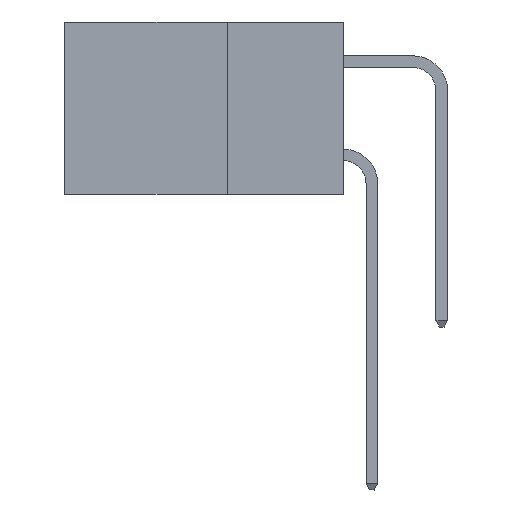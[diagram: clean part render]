
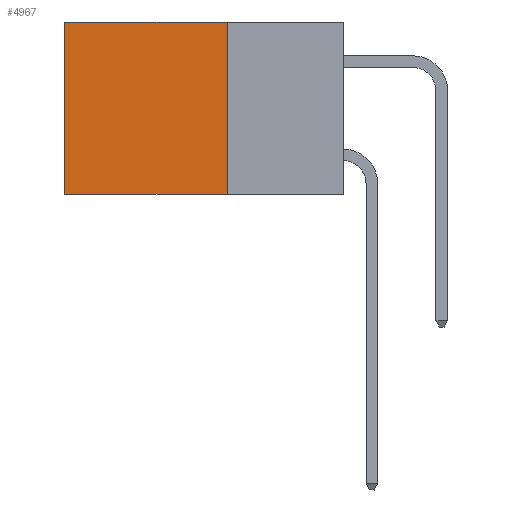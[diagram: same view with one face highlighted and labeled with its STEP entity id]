
A CAD part, left-side view. The second image highlights one B-rep face of the part: STEP entity #4967.
In plain terms, the highlighted planar face has unit normal (-1, 0, 0).
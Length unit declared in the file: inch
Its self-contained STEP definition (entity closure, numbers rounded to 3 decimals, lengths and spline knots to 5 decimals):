
#430 = CARTESIAN_POINT ( 'NONE',  ( 0.298, 0.6, -0.37 ) ) ;
#765 = CARTESIAN_POINT ( 'NONE',  ( 0.298, 0.6, 0. ) ) ;
#1081 = VERTEX_POINT ( 'NONE', #17856 ) ;
#1449 = EDGE_LOOP ( 'NONE', ( #16361, #19746, #18727, #12813 ) ) ;
#1781 = DIRECTION ( 'NONE',  ( 1., 0., 0. ) ) ;
#2678 = AXIS2_PLACEMENT_3D ( 'NONE', #6528, #1781, #11746 ) ;
#3045 = DIRECTION ( 'NONE',  ( 0., 1., 0. ) ) ;
#3545 = VECTOR ( 'NONE', #3045, 39.37008 ) ;
#3590 = VECTOR ( 'NONE', #17755, 39.37008 ) ;
#3698 = FACE_OUTER_BOUND ( 'NONE', #1449, .T. ) ;
#4567 = VERTEX_POINT ( 'NONE', #765 ) ;
#4638 = DIRECTION ( 'NONE',  ( 0., 1., 0. ) ) ;
#4967 = ADVANCED_FACE ( 'NONE', ( #3698 ), #9840, .F. ) ;
#6033 = EDGE_CURVE ( 'NONE', #1081, #12839, #16585, .T. ) ;
#6528 = CARTESIAN_POINT ( 'NONE',  ( 0.298, 0.25, 0. ) ) ;
#8493 = LINE ( 'NONE', #14578, #13679 ) ;
#9840 = PLANE ( 'NONE',  #2678 ) ;
#11044 = CARTESIAN_POINT ( 'NONE',  ( 0.298, 0.6, 0. ) ) ;
#11428 = EDGE_CURVE ( 'NONE', #12839, #19887, #8493, .T. ) ;
#11746 = DIRECTION ( 'NONE',  ( 0., 0., -1. ) ) ;
#12150 = EDGE_CURVE ( 'NONE', #1081, #4567, #14430, .T. ) ;
#12695 = VECTOR ( 'NONE', #13923, 39.37008 ) ;
#12813 = ORIENTED_EDGE ( 'NONE', *, *, #12150, .T. ) ;
#12839 = VERTEX_POINT ( 'NONE', #17669 ) ;
#13184 = LINE ( 'NONE', #11044, #3590 ) ;
#13679 = VECTOR ( 'NONE', #4638, 39.37008 ) ;
#13923 = DIRECTION ( 'NONE',  ( 0., 0., -1. ) ) ;
#14430 = LINE ( 'NONE', #14880, #3545 ) ;
#14578 = CARTESIAN_POINT ( 'NONE',  ( 0.298, 0.25, -0.37 ) ) ;
#14880 = CARTESIAN_POINT ( 'NONE',  ( 0.298, 0.25, 0. ) ) ;
#16361 = ORIENTED_EDGE ( 'NONE', *, *, #18905, .T. ) ;
#16585 = LINE ( 'NONE', #18862, #12695 ) ;
#17669 = CARTESIAN_POINT ( 'NONE',  ( 0.298, 0.25, -0.37 ) ) ;
#17755 = DIRECTION ( 'NONE',  ( 0., 0., -1. ) ) ;
#17856 = CARTESIAN_POINT ( 'NONE',  ( 0.298, 0.25, 0. ) ) ;
#18727 = ORIENTED_EDGE ( 'NONE', *, *, #6033, .F. ) ;
#18862 = CARTESIAN_POINT ( 'NONE',  ( 0.298, 0.25, 0. ) ) ;
#18905 = EDGE_CURVE ( 'NONE', #4567, #19887, #13184, .T. ) ;
#19746 = ORIENTED_EDGE ( 'NONE', *, *, #11428, .F. ) ;
#19887 = VERTEX_POINT ( 'NONE', #430 ) ;
